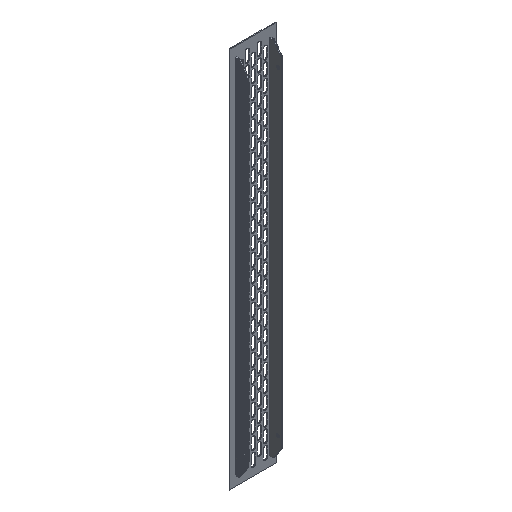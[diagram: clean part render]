
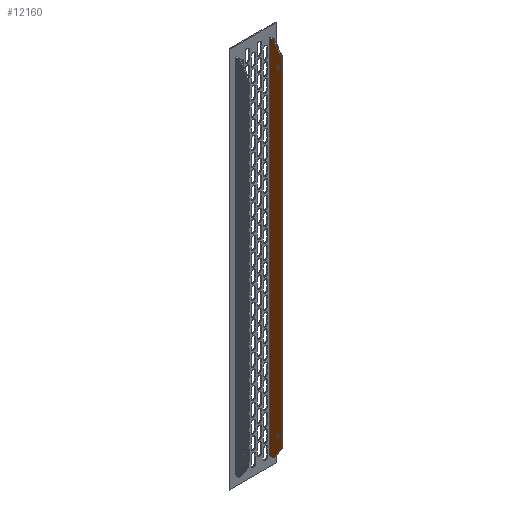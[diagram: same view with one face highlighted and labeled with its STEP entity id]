
A CAD part, isometric view. The second image highlights one B-rep face of the part: STEP entity #12160.
In plain terms, the highlighted planar face has unit normal (-1, 0, 0).
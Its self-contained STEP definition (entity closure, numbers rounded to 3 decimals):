
#142=FACE_BOUND('',#1436,.T.);
#143=FACE_BOUND('',#1437,.T.);
#346=PLANE('',#13083);
#702=FACE_OUTER_BOUND('',#1435,.T.);
#1435=EDGE_LOOP('',(#9200,#9201,#9202,#9203,#9204,#9205));
#1436=EDGE_LOOP('',(#9206));
#1437=EDGE_LOOP('',(#9207));
#2539=LINE('',#18920,#3809);
#2553=LINE('',#18948,#3823);
#2576=LINE('',#18992,#3846);
#2577=LINE('',#18995,#3847);
#2578=LINE('',#18996,#3848);
#2579=LINE('',#18997,#3849);
#3809=VECTOR('',#15056,10.);
#3823=VECTOR('',#15072,10.);
#3846=VECTOR('',#15097,10.);
#3847=VECTOR('',#15100,10.);
#3848=VECTOR('',#15101,10.);
#3849=VECTOR('',#15102,10.);
#4906=CIRCLE('',#13041,2.);
#4916=CIRCLE('',#13052,2.);
#5790=VERTEX_POINT('',#18775);
#5808=VERTEX_POINT('',#18813);
#5837=VERTEX_POINT('',#18918);
#5838=VERTEX_POINT('',#18919);
#5850=VERTEX_POINT('',#18946);
#5851=VERTEX_POINT('',#18947);
#5871=VERTEX_POINT('',#18990);
#5872=VERTEX_POINT('',#18994);
#7053=EDGE_CURVE('',#5790,#5790,#4906,.T.);
#7072=EDGE_CURVE('',#5808,#5808,#4916,.T.);
#7125=EDGE_CURVE('',#5837,#5838,#2539,.T.);
#7139=EDGE_CURVE('',#5850,#5851,#2553,.T.);
#7162=EDGE_CURVE('',#5871,#5838,#2576,.T.);
#7163=EDGE_CURVE('',#5872,#5871,#2577,.T.);
#7164=EDGE_CURVE('',#5872,#5850,#2578,.T.);
#7165=EDGE_CURVE('',#5837,#5851,#2579,.T.);
#9200=ORIENTED_EDGE('',*,*,#7125,.T.);
#9201=ORIENTED_EDGE('',*,*,#7162,.F.);
#9202=ORIENTED_EDGE('',*,*,#7163,.F.);
#9203=ORIENTED_EDGE('',*,*,#7164,.T.);
#9204=ORIENTED_EDGE('',*,*,#7139,.T.);
#9205=ORIENTED_EDGE('',*,*,#7165,.F.);
#9206=ORIENTED_EDGE('',*,*,#7053,.T.);
#9207=ORIENTED_EDGE('',*,*,#7072,.T.);
#12160=ADVANCED_FACE('',(#702,#142,#143),#346,.T.);
#13041=AXIS2_PLACEMENT_3D('',#18777,#14921,#14922);
#13052=AXIS2_PLACEMENT_3D('',#18815,#14952,#14953);
#13083=AXIS2_PLACEMENT_3D('',#18993,#15098,#15099);
#14921=DIRECTION('center_axis',(1.,0.,0.));
#14922=DIRECTION('ref_axis',(0.,0.,-1.));
#14952=DIRECTION('center_axis',(1.,0.,0.));
#14953=DIRECTION('ref_axis',(0.,0.,-1.));
#15056=DIRECTION('',(0.,0.555,0.832));
#15072=DIRECTION('',(0.,-0.555,0.832));
#15097=DIRECTION('',(0.,-1.,0.));
#15098=DIRECTION('center_axis',(-1.,0.,0.));
#15099=DIRECTION('ref_axis',(0.,0.,-1.));
#15100=DIRECTION('',(0.,0.,1.));
#15101=DIRECTION('',(0.,-1.,0.));
#15102=DIRECTION('',(0.,0.,-1.));
#18775=CARTESIAN_POINT('',(-9.2,-10.5,-37.5));
#18777=CARTESIAN_POINT('Origin',(-9.2,-10.5,-39.5));
#18813=CARTESIAN_POINT('',(-9.2,-10.5,-442.5));
#18815=CARTESIAN_POINT('Origin',(-9.2,-10.5,-444.5));
#18918=CARTESIAN_POINT('',(-9.2,-15.,-27.5));
#18919=CARTESIAN_POINT('',(-9.2,-5.,-12.5));
#18920=CARTESIAN_POINT('',(-9.2,-4.231,-11.346));
#18946=CARTESIAN_POINT('',(-9.2,-5.,-471.5));
#18947=CARTESIAN_POINT('',(-9.2,-15.,-456.5));
#18948=CARTESIAN_POINT('',(-9.2,-115.154,-306.269));
#18990=CARTESIAN_POINT('',(-9.2,0.,-12.5));
#18992=CARTESIAN_POINT('',(-9.2,0.,-12.5));
#18993=CARTESIAN_POINT('Origin',(-9.2,0.,-12.5));
#18994=CARTESIAN_POINT('',(-9.2,0.,-471.5));
#18995=CARTESIAN_POINT('',(-9.2,0.,-127.25));
#18996=CARTESIAN_POINT('',(-9.2,0.,-471.5));
#18997=CARTESIAN_POINT('',(-9.2,-15.,-12.5));
